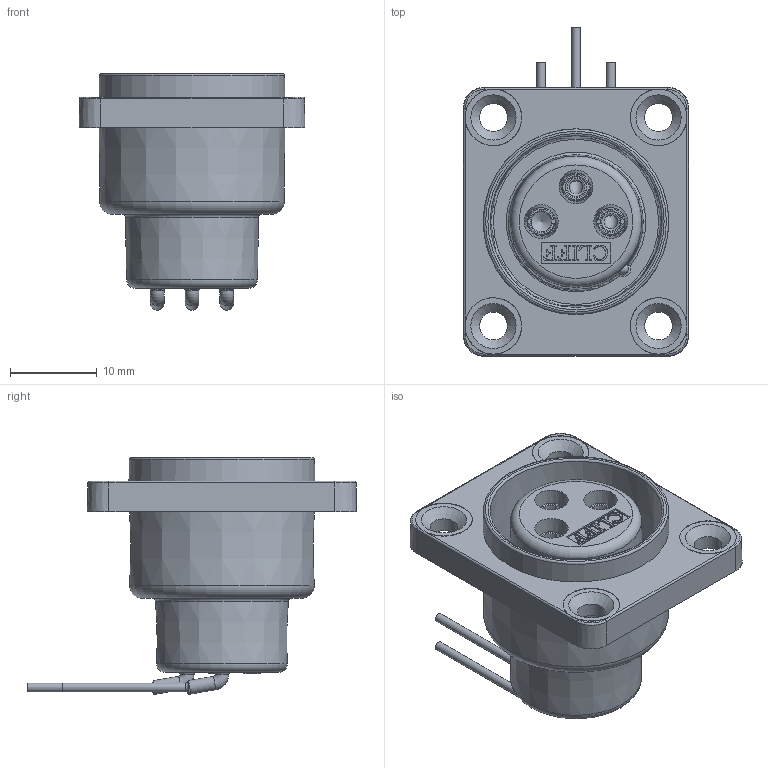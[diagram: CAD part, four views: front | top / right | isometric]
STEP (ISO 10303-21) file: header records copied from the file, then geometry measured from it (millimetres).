
FILE_DESCRIPTION(/* description */ (''),/* implementation_level */ '2;1');
FILE_NAME(/* name */ 'CP30072.stp',/* time_stamp */ '2022-04-26T11:14:14+01:00',/* author */ ('tottley'),/* organization */ (''),/* preprocessor_version */ 'ST-DEVELOPER v18.1',/* originating_system */ 'Autodesk Inventor 2022',/* authorisation */ '');
FILE_SCHEMA (('AUTOMOTIVE_DESIGN { 1 0 10303 214 3 1 1 }'));
Length unit declared in the file: inch
Products named in the file (1): CP30072 Socket_Simplify_1
Bounding box: 26 x 37.89 x 27.23 mm (x, y, z)
Volume: 6119.3 mm3; surface area: 6405 mm2
Topology: 1 solids, 1 shells, 337 faces, 888 edges, 583 vertices
Faces by surface type: plane 173, bspline 65, cone 42, cylinder 31, torus 25, sphere 1
Full cylindrical faces by diameter (mm): 1 x3, 1.57 x3, 2.36 x3, 3.18 x3, 3.2 x4, 4 x3, 4.2 x3, 6.5 x4
Entity records: 11480 total; most frequent: CARTESIAN_POINT 3101, ORIENTED_EDGE 1768, DIRECTION 1465, EDGE_CURVE 884, VERTEX_POINT 583, LINE 505, VECTOR 505, AXIS2_PLACEMENT_3D 480
